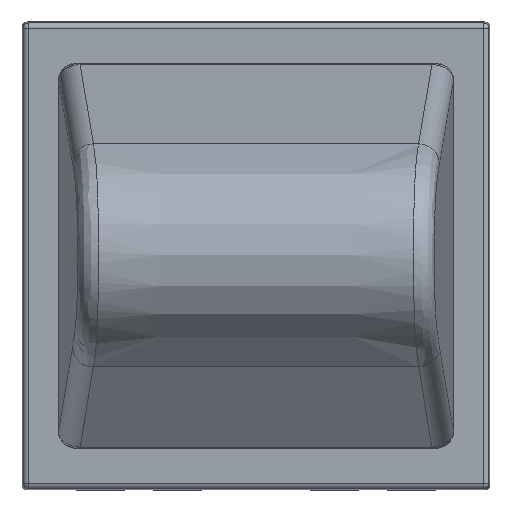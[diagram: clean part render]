
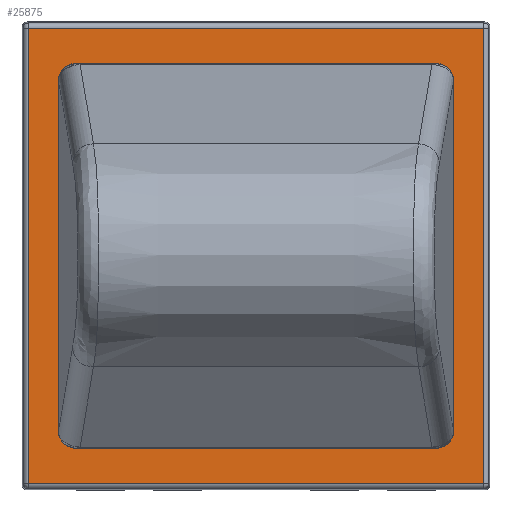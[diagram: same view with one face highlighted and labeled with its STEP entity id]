
A CAD part, top view. The second image highlights one B-rep face of the part: STEP entity #25875.
In plain terms, the highlighted planar face has unit normal (0, 0, 1).
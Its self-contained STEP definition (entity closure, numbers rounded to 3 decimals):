
#25748=AXIS2_PLACEMENT_3D('Plane Axis2P3D',#25745,#25746,#25747) ;
#25347=CARTESIAN_POINT('Vertex',(21.922,21.922,8.)) ;
#25354=CARTESIAN_POINT('Vertex',(-21.922,21.922,8.)) ;
#25357=CARTESIAN_POINT('Line Origine',(0.,21.922,8.)) ;
#25441=CARTESIAN_POINT('Vertex',(-21.922,-21.922,8.)) ;
#25444=CARTESIAN_POINT('Line Origine',(-21.922,0.006,8.)) ;
#25709=CARTESIAN_POINT('Vertex',(21.922,-21.922,8.)) ;
#25722=CARTESIAN_POINT('Line Origine',(21.922,0.006,8.)) ;
#25745=CARTESIAN_POINT('Axis2P3D Location',(0.,0.,8.)) ;
#25750=CARTESIAN_POINT('Line Origine',(0.,-21.922,8.)) ;
#25762=CARTESIAN_POINT('Control Point',(-19.055,16.756,8.)) ;
#25763=CARTESIAN_POINT('Control Point',(-19.055,16.926,8.)) ;
#25764=CARTESIAN_POINT('Control Point',(-19.034,17.096,8.)) ;
#25765=CARTESIAN_POINT('Control Point',(-18.994,17.263,8.)) ;
#25766=CARTESIAN_POINT('Control Point',(-18.875,17.585,8.)) ;
#25767=CARTESIAN_POINT('Control Point',(-18.684,17.87,8.)) ;
#25768=CARTESIAN_POINT('Control Point',(-18.572,18.,8.)) ;
#25769=CARTESIAN_POINT('Control Point',(-18.318,18.232,8.)) ;
#25770=CARTESIAN_POINT('Control Point',(-18.018,18.399,8.)) ;
#25771=CARTESIAN_POINT('Control Point',(-17.859,18.463,8.)) ;
#25772=CARTESIAN_POINT('Control Point',(-17.641,18.523,8.)) ;
#25773=CARTESIAN_POINT('Control Point',(-17.418,18.549,8.)) ;
#25774=CARTESIAN_POINT('Control Point',(-17.364,18.553,8.)) ;
#25775=CARTESIAN_POINT('Control Point',(-17.31,18.555,8.)) ;
#25776=CARTESIAN_POINT('Control Point',(-17.256,18.555,8.)) ;
#25777=CARTESIAN_POINT('Vertex',(-19.055,16.756,8.)) ;
#25779=CARTESIAN_POINT('Vertex',(-17.256,18.555,8.)) ;
#25782=CARTESIAN_POINT('Line Origine',(0.,18.555,8.)) ;
#25786=CARTESIAN_POINT('Vertex',(17.256,18.555,8.)) ;
#25790=CARTESIAN_POINT('Control Point',(19.055,16.756,8.)) ;
#25791=CARTESIAN_POINT('Control Point',(19.055,16.926,8.)) ;
#25792=CARTESIAN_POINT('Control Point',(19.034,17.096,8.)) ;
#25793=CARTESIAN_POINT('Control Point',(18.994,17.263,8.)) ;
#25794=CARTESIAN_POINT('Control Point',(18.875,17.585,8.)) ;
#25795=CARTESIAN_POINT('Control Point',(18.684,17.87,8.)) ;
#25796=CARTESIAN_POINT('Control Point',(18.572,18.,8.)) ;
#25797=CARTESIAN_POINT('Control Point',(18.318,18.232,8.)) ;
#25798=CARTESIAN_POINT('Control Point',(18.018,18.399,8.)) ;
#25799=CARTESIAN_POINT('Control Point',(17.859,18.463,8.)) ;
#25800=CARTESIAN_POINT('Control Point',(17.641,18.523,8.)) ;
#25801=CARTESIAN_POINT('Control Point',(17.418,18.549,8.)) ;
#25802=CARTESIAN_POINT('Control Point',(17.364,18.553,8.)) ;
#25803=CARTESIAN_POINT('Control Point',(17.31,18.555,8.)) ;
#25804=CARTESIAN_POINT('Control Point',(17.256,18.555,8.)) ;
#25805=CARTESIAN_POINT('Vertex',(19.055,16.756,8.)) ;
#25808=CARTESIAN_POINT('Line Origine',(19.055,0.,8.)) ;
#25812=CARTESIAN_POINT('Vertex',(19.055,-16.756,8.)) ;
#25816=CARTESIAN_POINT('Control Point',(19.055,-16.756,8.)) ;
#25817=CARTESIAN_POINT('Control Point',(19.055,-16.926,8.)) ;
#25818=CARTESIAN_POINT('Control Point',(19.034,-17.096,8.)) ;
#25819=CARTESIAN_POINT('Control Point',(18.994,-17.263,8.)) ;
#25820=CARTESIAN_POINT('Control Point',(18.875,-17.585,8.)) ;
#25821=CARTESIAN_POINT('Control Point',(18.684,-17.87,8.)) ;
#25822=CARTESIAN_POINT('Control Point',(18.572,-18.,8.)) ;
#25823=CARTESIAN_POINT('Control Point',(18.318,-18.232,8.)) ;
#25824=CARTESIAN_POINT('Control Point',(18.018,-18.399,8.)) ;
#25825=CARTESIAN_POINT('Control Point',(17.859,-18.463,8.)) ;
#25826=CARTESIAN_POINT('Control Point',(17.641,-18.523,8.)) ;
#25827=CARTESIAN_POINT('Control Point',(17.418,-18.549,8.)) ;
#25828=CARTESIAN_POINT('Control Point',(17.364,-18.553,8.)) ;
#25829=CARTESIAN_POINT('Control Point',(17.31,-18.555,8.)) ;
#25830=CARTESIAN_POINT('Control Point',(17.256,-18.555,8.)) ;
#25831=CARTESIAN_POINT('Vertex',(17.256,-18.555,8.)) ;
#25834=CARTESIAN_POINT('Line Origine',(0.,-18.555,8.)) ;
#25838=CARTESIAN_POINT('Vertex',(-17.256,-18.555,8.)) ;
#25842=CARTESIAN_POINT('Control Point',(-19.055,-16.756,8.)) ;
#25843=CARTESIAN_POINT('Control Point',(-19.055,-16.926,8.)) ;
#25844=CARTESIAN_POINT('Control Point',(-19.034,-17.096,8.)) ;
#25845=CARTESIAN_POINT('Control Point',(-18.994,-17.263,8.)) ;
#25846=CARTESIAN_POINT('Control Point',(-18.875,-17.585,8.)) ;
#25847=CARTESIAN_POINT('Control Point',(-18.684,-17.87,8.)) ;
#25848=CARTESIAN_POINT('Control Point',(-18.572,-18.,8.)) ;
#25849=CARTESIAN_POINT('Control Point',(-18.318,-18.232,8.)) ;
#25850=CARTESIAN_POINT('Control Point',(-18.018,-18.399,8.)) ;
#25851=CARTESIAN_POINT('Control Point',(-17.859,-18.463,8.)) ;
#25852=CARTESIAN_POINT('Control Point',(-17.641,-18.523,8.)) ;
#25853=CARTESIAN_POINT('Control Point',(-17.418,-18.549,8.)) ;
#25854=CARTESIAN_POINT('Control Point',(-17.364,-18.553,8.)) ;
#25855=CARTESIAN_POINT('Control Point',(-17.31,-18.555,8.)) ;
#25856=CARTESIAN_POINT('Control Point',(-17.256,-18.555,8.)) ;
#25857=CARTESIAN_POINT('Vertex',(-19.055,-16.756,8.)) ;
#25860=CARTESIAN_POINT('Line Origine',(-19.055,0.,8.)) ;
#25358=DIRECTION('Vector Direction',(-1.,0.,0.)) ;
#25445=DIRECTION('Vector Direction',(0.,1.,0.)) ;
#25723=DIRECTION('Vector Direction',(0.,-1.,0.)) ;
#25746=DIRECTION('Axis2P3D Direction',(-0.,0.,1.)) ;
#25747=DIRECTION('Axis2P3D XDirection',(0.,-1.,0.)) ;
#25751=DIRECTION('Vector Direction',(1.,0.,0.)) ;
#25783=DIRECTION('Vector Direction',(-1.,0.,0.)) ;
#25809=DIRECTION('Vector Direction',(0.,-1.,0.)) ;
#25835=DIRECTION('Vector Direction',(-1.,0.,0.)) ;
#25861=DIRECTION('Vector Direction',(0.,-1.,0.)) ;
#25359=VECTOR('Line Direction',#25358,1.) ;
#25446=VECTOR('Line Direction',#25445,1.) ;
#25724=VECTOR('Line Direction',#25723,1.) ;
#25752=VECTOR('Line Direction',#25751,1.) ;
#25784=VECTOR('Line Direction',#25783,1.) ;
#25810=VECTOR('Line Direction',#25809,1.) ;
#25836=VECTOR('Line Direction',#25835,1.) ;
#25862=VECTOR('Line Direction',#25861,1.) ;
#25756=ORIENTED_EDGE('',*,*,#25754,.T.) ;
#25757=ORIENTED_EDGE('',*,*,#25726,.T.) ;
#25758=ORIENTED_EDGE('',*,*,#25361,.T.) ;
#25759=ORIENTED_EDGE('',*,*,#25448,.T.) ;
#25866=ORIENTED_EDGE('',*,*,#25781,.T.) ;
#25867=ORIENTED_EDGE('',*,*,#25788,.T.) ;
#25868=ORIENTED_EDGE('',*,*,#25807,.T.) ;
#25869=ORIENTED_EDGE('',*,*,#25814,.T.) ;
#25870=ORIENTED_EDGE('',*,*,#25833,.T.) ;
#25871=ORIENTED_EDGE('',*,*,#25840,.T.) ;
#25872=ORIENTED_EDGE('',*,*,#25859,.T.) ;
#25873=ORIENTED_EDGE('',*,*,#25864,.T.) ;
#25874=FACE_BOUND('',#25865,.T.) ;
#25875=ADVANCED_FACE('0461BDC-ASS-1.1\\0043D99.1\\Corps principal',(#25760,#25874),#25749,.T.) ;
#25761=B_SPLINE_CURVE_WITH_KNOTS('',5,(#25762,#25763,#25764,#25765,#25766,#25767,#25768,#25769,#25770,#25771,#25772,#25773,#25774,#25775,#25776),.UNSPECIFIED.,.F.,.U.,(6,3,3,3,6),(0.,1.204,2.409,3.614,3.996),.UNSPECIFIED.) ;
#25789=B_SPLINE_CURVE_WITH_KNOTS('',5,(#25790,#25791,#25792,#25793,#25794,#25795,#25796,#25797,#25798,#25799,#25800,#25801,#25802,#25803,#25804),.UNSPECIFIED.,.F.,.U.,(6,3,3,3,6),(0.,1.204,2.409,3.614,3.996),.UNSPECIFIED.) ;
#25815=B_SPLINE_CURVE_WITH_KNOTS('',5,(#25816,#25817,#25818,#25819,#25820,#25821,#25822,#25823,#25824,#25825,#25826,#25827,#25828,#25829,#25830),.UNSPECIFIED.,.F.,.U.,(6,3,3,3,6),(0.,1.204,2.409,3.614,3.996),.UNSPECIFIED.) ;
#25841=B_SPLINE_CURVE_WITH_KNOTS('',5,(#25842,#25843,#25844,#25845,#25846,#25847,#25848,#25849,#25850,#25851,#25852,#25853,#25854,#25855,#25856),.UNSPECIFIED.,.F.,.U.,(6,3,3,3,6),(0.,1.204,2.409,3.614,3.996),.UNSPECIFIED.) ;
#25361=EDGE_CURVE('',#25348,#25355,#25360,.T.) ;
#25448=EDGE_CURVE('',#25355,#25442,#25447,.F.) ;
#25726=EDGE_CURVE('',#25710,#25348,#25725,.F.) ;
#25754=EDGE_CURVE('',#25442,#25710,#25753,.T.) ;
#25781=EDGE_CURVE('',#25778,#25780,#25761,.T.) ;
#25788=EDGE_CURVE('',#25780,#25787,#25785,.F.) ;
#25807=EDGE_CURVE('',#25787,#25806,#25789,.F.) ;
#25814=EDGE_CURVE('',#25806,#25813,#25811,.T.) ;
#25833=EDGE_CURVE('',#25813,#25832,#25815,.T.) ;
#25840=EDGE_CURVE('',#25832,#25839,#25837,.T.) ;
#25859=EDGE_CURVE('',#25839,#25858,#25841,.F.) ;
#25864=EDGE_CURVE('',#25858,#25778,#25863,.F.) ;
#25755=EDGE_LOOP('',(#25756,#25757,#25758,#25759)) ;
#25865=EDGE_LOOP('',(#25866,#25867,#25868,#25869,#25870,#25871,#25872,#25873)) ;
#25760=FACE_OUTER_BOUND('',#25755,.T.) ;
#25360=LINE('Line',#25357,#25359) ;
#25447=LINE('Line',#25444,#25446) ;
#25725=LINE('Line',#25722,#25724) ;
#25753=LINE('Line',#25750,#25752) ;
#25785=LINE('Line',#25782,#25784) ;
#25811=LINE('Line',#25808,#25810) ;
#25837=LINE('Line',#25834,#25836) ;
#25863=LINE('Line',#25860,#25862) ;
#25749=PLANE('',#25748) ;
#25348=VERTEX_POINT('',#25347) ;
#25355=VERTEX_POINT('',#25354) ;
#25442=VERTEX_POINT('',#25441) ;
#25710=VERTEX_POINT('',#25709) ;
#25778=VERTEX_POINT('',#25777) ;
#25780=VERTEX_POINT('',#25779) ;
#25787=VERTEX_POINT('',#25786) ;
#25806=VERTEX_POINT('',#25805) ;
#25813=VERTEX_POINT('',#25812) ;
#25832=VERTEX_POINT('',#25831) ;
#25839=VERTEX_POINT('',#25838) ;
#25858=VERTEX_POINT('',#25857) ;
